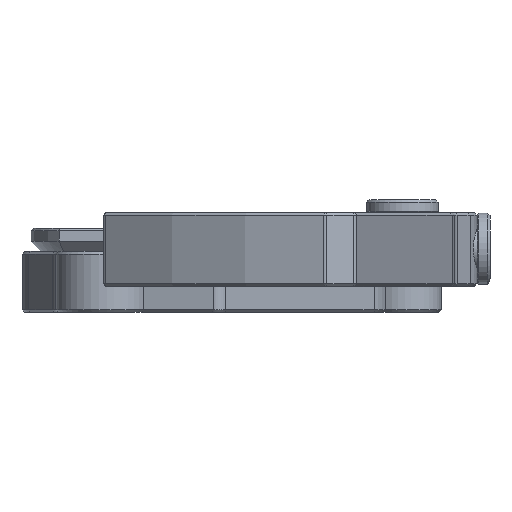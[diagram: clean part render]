
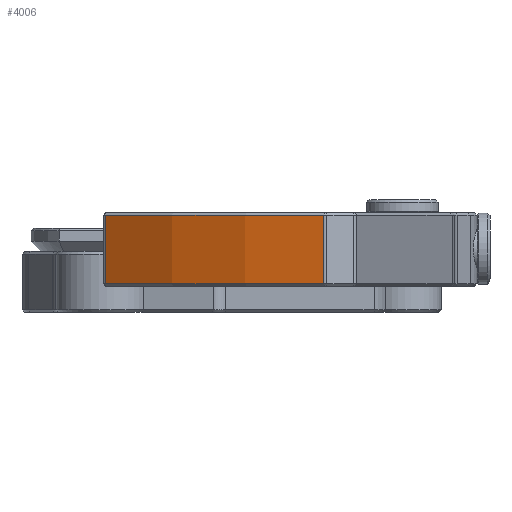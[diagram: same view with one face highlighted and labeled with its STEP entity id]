
A CAD part, left-side view. The second image highlights one B-rep face of the part: STEP entity #4006.
In plain terms, the highlighted cylindrical face has radius 35.854 mm (diameter 71.708 mm), a partial arc.
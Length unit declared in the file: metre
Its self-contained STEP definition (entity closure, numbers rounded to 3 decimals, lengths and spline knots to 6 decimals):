
#382=CIRCLE('',#4402,0.035854);
#387=CIRCLE('',#4410,0.035854);
#666=LINE('',#6775,#999);
#667=LINE('',#6776,#1000);
#999=VECTOR('',#5483,1.);
#1000=VECTOR('',#5484,1.);
#1844=ORIENTED_EDGE('',*,*,#2655,.T.);
#1845=ORIENTED_EDGE('',*,*,#2584,.T.);
#1846=ORIENTED_EDGE('',*,*,#2656,.F.);
#1847=ORIENTED_EDGE('',*,*,#2593,.T.);
#2584=EDGE_CURVE('',#3034,#3032,#382,.F.);
#2593=EDGE_CURVE('',#3039,#3043,#387,.T.);
#2655=EDGE_CURVE('',#3043,#3034,#666,.T.);
#2656=EDGE_CURVE('',#3039,#3032,#667,.T.);
#3032=VERTEX_POINT('',#6607);
#3034=VERTEX_POINT('',#6619);
#3039=VERTEX_POINT('',#6635);
#3043=VERTEX_POINT('',#6647);
#3384=EDGE_LOOP('',(#1844,#1845,#1846,#1847));
#3689=FACE_BOUND('',#3384,.T.);
#3815=CYLINDRICAL_SURFACE('',#4455,0.035854);
#4006=ADVANCED_FACE('',(#3689),#3815,.T.);
#4402=AXIS2_PLACEMENT_3D('',#6622,#5335,#5336);
#4410=AXIS2_PLACEMENT_3D('',#6648,#5353,#5354);
#4455=AXIS2_PLACEMENT_3D('',#6774,#5481,#5482);
#5335=DIRECTION('',(0.,0.,1.));
#5336=DIRECTION('',(1.,0.,0.));
#5353=DIRECTION('',(0.,0.,1.));
#5354=DIRECTION('',(1.,0.,0.));
#5481=DIRECTION('',(0.,0.,1.));
#5482=DIRECTION('',(0.,-1.,0.));
#5483=DIRECTION('',(0.,0.,1.));
#5484=DIRECTION('',(0.,0.,1.));
#6607=CARTESIAN_POINT('',(-0.037592,-0.000205,0.0075));
#6619=CARTESIAN_POINT('',(-0.045342,-0.017063,0.0075));
#6622=CARTESIAN_POINT('',(-0.01,-0.0231,0.0075));
#6635=CARTESIAN_POINT('',(-0.037592,-0.000205,0.0022));
#6647=CARTESIAN_POINT('',(-0.045342,-0.017063,0.0022));
#6648=CARTESIAN_POINT('',(-0.01,-0.0231,0.0022));
#6774=CARTESIAN_POINT('',(-0.01,-0.0231,0.001998));
#6775=CARTESIAN_POINT('',(-0.045342,-0.017063,0.001998));
#6776=CARTESIAN_POINT('',(-0.037592,-0.000205,0.001998));
